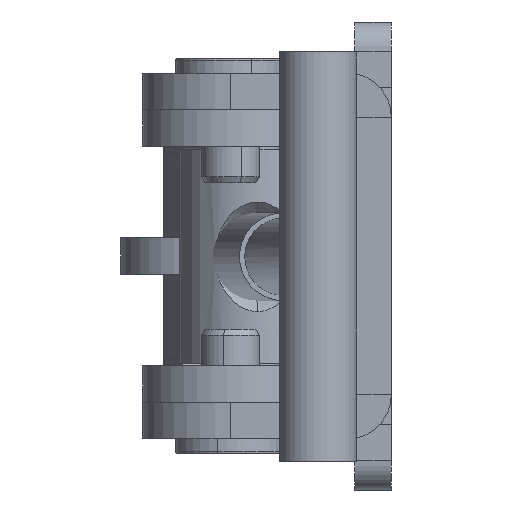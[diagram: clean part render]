
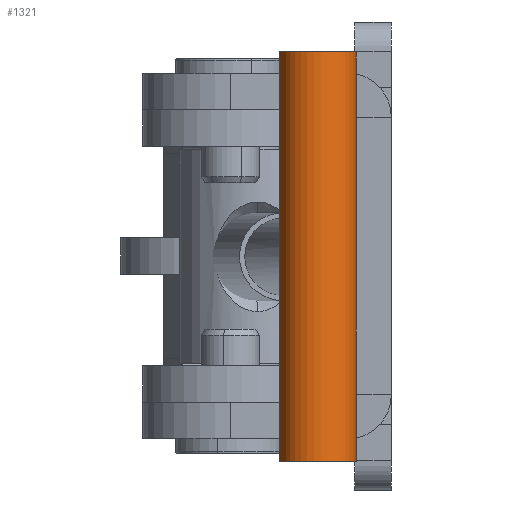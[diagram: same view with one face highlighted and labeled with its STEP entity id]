
A CAD part, left-side view. The second image highlights one B-rep face of the part: STEP entity #1321.
In plain terms, the highlighted cylindrical face has radius 2.64 mm (diameter 5.28 mm), a partial arc.
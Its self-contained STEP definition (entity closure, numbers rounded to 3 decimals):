
#85 = AXIS2_PLACEMENT_3D ( 'NONE', #1427, #1394, #1183 ) ;
#138 = VERTEX_POINT ( 'NONE', #1790 ) ;
#148 = VERTEX_POINT ( 'NONE', #676 ) ;
#217 = ORIENTED_EDGE ( 'NONE', *, *, #2857, .F. ) ;
#268 = LINE ( 'NONE', #2613, #2800 ) ;
#294 = VECTOR ( 'NONE', #1825, 1000. ) ;
#531 = CIRCLE ( 'NONE', #3486, 2.64 ) ;
#543 = LINE ( 'NONE', #1978, #3972 ) ;
#574 = VERTEX_POINT ( 'NONE', #658 ) ;
#658 = CARTESIAN_POINT ( 'NONE',  ( -2.64, 65., -14. ) ) ;
#676 = CARTESIAN_POINT ( 'NONE',  ( -2.64, 65., 0. ) ) ;
#742 = VECTOR ( 'NONE', #3047, 1000. ) ;
#816 = VERTEX_POINT ( 'NONE', #1892 ) ;
#922 = ORIENTED_EDGE ( 'NONE', *, *, #1103, .F. ) ;
#1068 = ORIENTED_EDGE ( 'NONE', *, *, #2357, .T. ) ;
#1103 = EDGE_CURVE ( 'NONE', #148, #574, #543, .T. ) ;
#1183 = DIRECTION ( 'NONE',  ( 1., 0., 0. ) ) ;
#1302 = CARTESIAN_POINT ( 'NONE',  ( 0., 65., -14. ) ) ;
#1315 = DIRECTION ( 'NONE',  ( 0., 0., 1. ) ) ;
#1321 = ADVANCED_FACE ( 'NONE', ( #4118 ), #4029, .T. ) ;
#1342 = DIRECTION ( 'NONE',  ( 1., 0., 0. ) ) ;
#1371 = CARTESIAN_POINT ( 'NONE',  ( 0., 65., 14. ) ) ;
#1394 = DIRECTION ( 'NONE',  ( 0., 0., 1. ) ) ;
#1412 = ORIENTED_EDGE ( 'NONE', *, *, #1501, .T. ) ;
#1427 = CARTESIAN_POINT ( 'NONE',  ( 0., 65., 14. ) ) ;
#1446 = VERTEX_POINT ( 'NONE', #1803 ) ;
#1501 = EDGE_CURVE ( 'NONE', #1446, #816, #3695, .T. ) ;
#1699 = EDGE_LOOP ( 'NONE', ( #2226, #1412, #3454, #1068, #922, #217 ) ) ;
#1790 = CARTESIAN_POINT ( 'NONE',  ( -2.64, 65., 14. ) ) ;
#1802 = AXIS2_PLACEMENT_3D ( 'NONE', #1371, #4064, #4078 ) ;
#1803 = CARTESIAN_POINT ( 'NONE',  ( 2.64, 65., 14. ) ) ;
#1825 = DIRECTION ( 'NONE',  ( 0., 0., -1. ) ) ;
#1828 = EDGE_CURVE ( 'NONE', #1446, #138, #2451, .T. ) ;
#1892 = CARTESIAN_POINT ( 'NONE',  ( 2.64, 65., 0. ) ) ;
#1978 = CARTESIAN_POINT ( 'NONE',  ( -2.64, 65., 14. ) ) ;
#2220 = EDGE_CURVE ( 'NONE', #816, #3773, #268, .T. ) ;
#2226 = ORIENTED_EDGE ( 'NONE', *, *, #1828, .F. ) ;
#2255 = CARTESIAN_POINT ( 'NONE',  ( -2.64, 65., 14. ) ) ;
#2357 = EDGE_CURVE ( 'NONE', #3773, #574, #531, .T. ) ;
#2376 = DIRECTION ( 'NONE',  ( 0., 0., -1. ) ) ;
#2451 = CIRCLE ( 'NONE', #85, 2.64 ) ;
#2613 = CARTESIAN_POINT ( 'NONE',  ( 2.64, 65., 14. ) ) ;
#2732 = LINE ( 'NONE', #2255, #294 ) ;
#2800 = VECTOR ( 'NONE', #3675, 1000. ) ;
#2857 = EDGE_CURVE ( 'NONE', #138, #148, #2732, .T. ) ;
#2924 = CARTESIAN_POINT ( 'NONE',  ( 2.64, 65., 14. ) ) ;
#3047 = DIRECTION ( 'NONE',  ( 0., 0., -1. ) ) ;
#3109 = CARTESIAN_POINT ( 'NONE',  ( 2.64, 65., -14. ) ) ;
#3454 = ORIENTED_EDGE ( 'NONE', *, *, #2220, .T. ) ;
#3486 = AXIS2_PLACEMENT_3D ( 'NONE', #1302, #1315, #1342 ) ;
#3675 = DIRECTION ( 'NONE',  ( 0., 0., -1. ) ) ;
#3695 = LINE ( 'NONE', #2924, #742 ) ;
#3773 = VERTEX_POINT ( 'NONE', #3109 ) ;
#3972 = VECTOR ( 'NONE', #2376, 1000. ) ;
#4029 = CYLINDRICAL_SURFACE ( 'NONE', #1802, 2.64 ) ;
#4064 = DIRECTION ( 'NONE',  ( 0., 0., -1. ) ) ;
#4078 = DIRECTION ( 'NONE',  ( -1., 0., 0. ) ) ;
#4118 = FACE_OUTER_BOUND ( 'NONE', #1699, .T. ) ;
